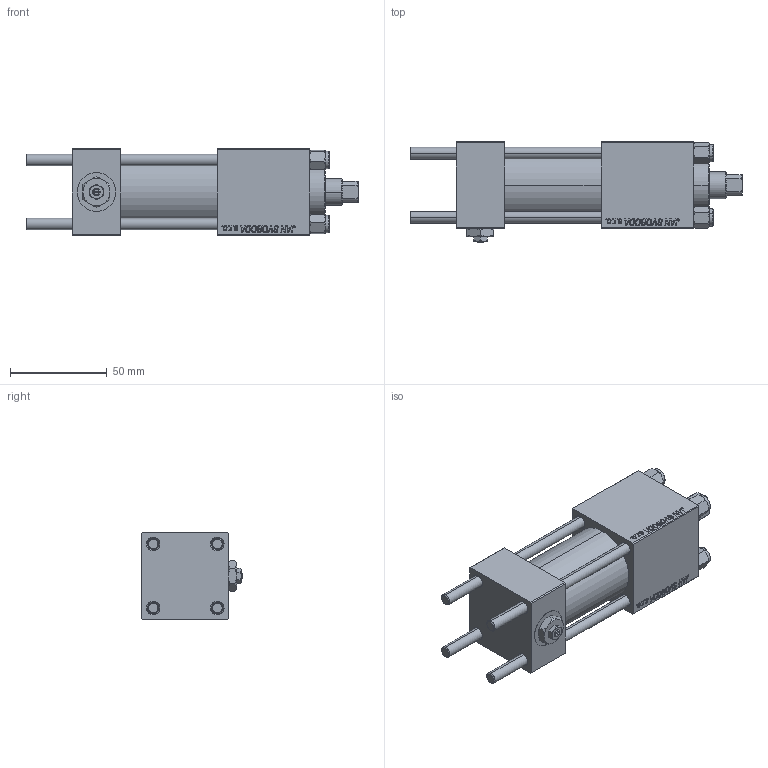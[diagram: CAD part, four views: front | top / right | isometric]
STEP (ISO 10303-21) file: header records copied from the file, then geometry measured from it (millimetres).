
FILE_DESCRIPTION (( 'STEP AP203' ), '1' );
FILE_NAME ('1b34.STEP', '2022-10-03T15:57:25', ( '' ), ( '' ), 'SwSTEP 2.0', 'SolidWorks 2019', '' );
FILE_SCHEMA (( 'CONFIG_CONTROL_DESIGN' ));
Length unit declared in the file: millimetre
Products named in the file (7): V215_VC_A 22f46c239a0a4d68f86e98864b7e6f5f; CR025_012_A_0_G_A_G_M_020_+#_##_TYCINKA 22f46c239a0a4d68f86e98864b7e6f5f; NUT_M5 22f46c239a0a4d68f86e98864b7e6f5f; V215CR_BODY_A 22f46c239a0a4d68f86e98864b7e6f5f; V215CR_VCP 22f46c239a0a4d68f86e98864b7e6f5f; 1b34; Zatka_pro_OIL_PORT 22f46c239a0a4d68f86e98864b7e6f5f
Assembly tree (12 placements, depth 2):
  1b34
    V215CR_BODY_A 22f46c239a0a4d68f86e98864b7e6f5f
    CR025_012_A_0_G_A_G_M_020_+#_##_TYCINKA 22f46c239a0a4d68f86e98864b7e6f5f  x4
    NUT_M5 22f46c239a0a4d68f86e98864b7e6f5f  x4
    V215CR_VCP 22f46c239a0a4d68f86e98864b7e6f5f
    V215_VC_A 22f46c239a0a4d68f86e98864b7e6f5f
    Zatka_pro_OIL_PORT 22f46c239a0a4d68f86e98864b7e6f5f
Bounding box: 172 x 52 x 45 mm (x, y, z)
Volume: 197045 mm3; surface area: 74025.1 mm2
Topology: 12 solids, 12 shells, 1190 faces, 2980 edges, 1925 vertices
Faces by surface type: plane 542, bspline 392, cone 158, cylinder 90, torus 8
Entity records: 51698 total; most frequent: CARTESIAN_POINT 27550, ORIENTED_EDGE 5452, DIRECTION 3474, EDGE_CURVE 2726, VERTEX_POINT 1781, LINE 1630, VECTOR 1630, EDGE_LOOP 1203
